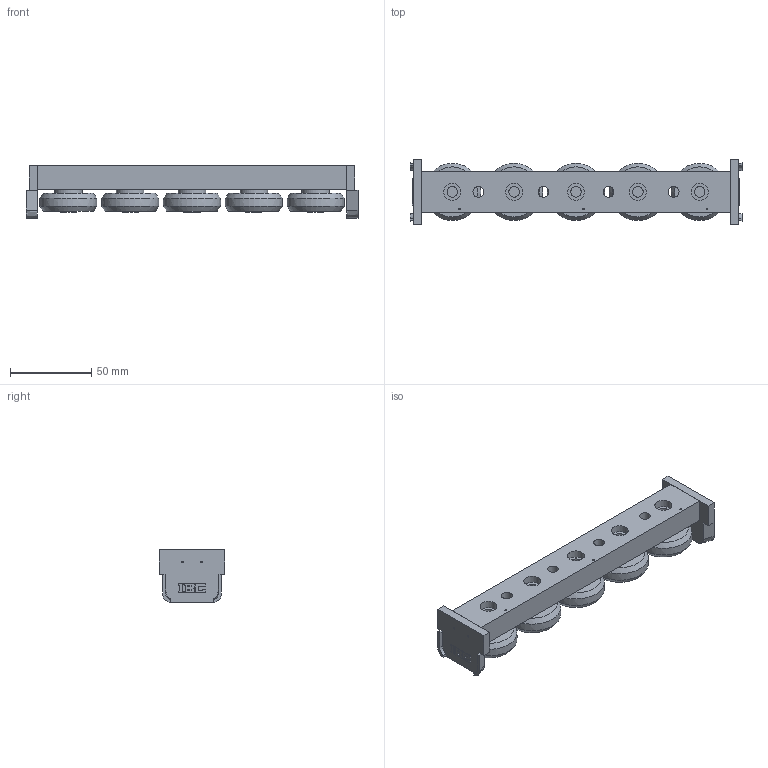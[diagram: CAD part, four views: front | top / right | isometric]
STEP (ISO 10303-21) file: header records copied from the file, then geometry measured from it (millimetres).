
FILE_DESCRIPTION((''),'2;1');
FILE_NAME('CS 43-32.2RS.AU.stp','2016-07-14T13:06:20',('MRathmann'),(''),'Autodesk Inventor 2012','Autodesk Inventor 2012','');
FILE_SCHEMA(('CONFIG_CONTROL_DESIGN'));
Length unit declared in the file: millimetre
Products named in the file (4): CS 43-32.2RS.AU; LL.CS 43-32; Dummy 35-43 ; D-ABS U43
Assembly tree (8 placements, depth 2):
  CS 43-32.2RS.AU
    LL.CS 43-32
    Dummy 35-43   x5
    D-ABS U43  x2
Bounding box: 204 x 40 x 32.2 mm (x, y, z)
Volume: 128373.3 mm3; surface area: 40929.4 mm2
Topology: 8 solids, 8 shells, 262 faces, 616 edges, 405 vertices
Faces by surface type: plane 159, cylinder 73, bspline 23, cone 7
Full cylindrical faces by diameter (mm): 1 x7, 3.242 x4, 6.5 x5, 6.647 x4, 10 x5, 10.4 x5, 12 x10, 17 x5
Entity records: 4113 total; most frequent: CARTESIAN_POINT 823, DIRECTION 668, ORIENTED_EDGE 572, EDGE_CURVE 286, AXIS2_PLACEMENT_3D 244, EDGE_LOOP 220, VERTEX_POINT 212, VECTOR 180
